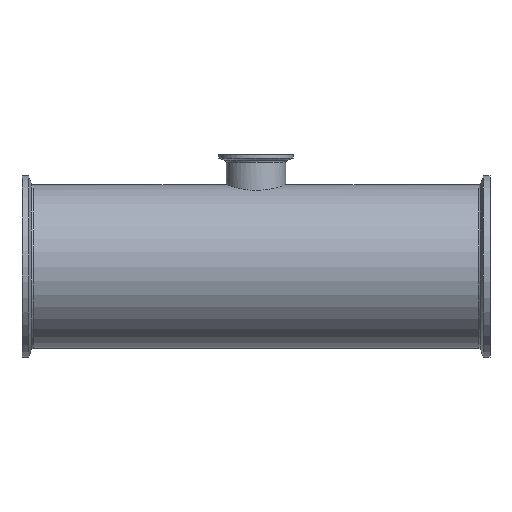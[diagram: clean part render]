
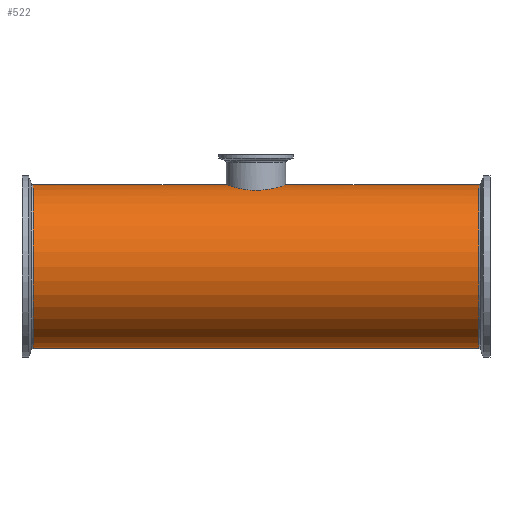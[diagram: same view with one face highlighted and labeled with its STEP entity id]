
A CAD part, front view. The second image highlights one B-rep face of the part: STEP entity #522.
In plain terms, the highlighted cylindrical face has radius 69.9 mm (diameter 139.8 mm), a full revolution.
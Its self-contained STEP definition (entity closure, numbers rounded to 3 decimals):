
#18=B_SPLINE_CURVE_WITH_KNOTS('',3,(#917,#918,#919,#920,#921,#922,#923,
#924,#925,#926,#927,#928,#929,#930,#931,#932,#933,#934),.UNSPECIFIED.,.F.,
 .F.,(4,2,2,2,2,2,2,2,4),(0.,0.483,0.967,1.45,
1.934,2.417,2.9,3.383,3.866),
 .UNSPECIFIED.);
#19=B_SPLINE_CURVE_WITH_KNOTS('',3,(#935,#936,#937,#938,#939,#940,#941,
#942,#943,#944,#945,#946,#947,#948,#949,#950,#951,#952,#953,#954,#955,#956,
#957,#958,#959,#960,#961,#962,#963,#964,#965,#966,#967,#968,#969,#970,#971,
#972,#973,#974,#975,#976,#977,#978,#979,#980,#981,#982,#983,#984),
 .UNSPECIFIED.,.F.,.F.,(4,2,2,2,2,2,2,2,2,2,2,2,2,2,2,2,2,2,2,2,2,2,2,2,
4),(3.866,4.349,4.832,5.315,5.798,
6.281,6.765,7.248,7.732,8.215,
8.698,9.182,9.665,10.148,10.631,
11.114,11.597,12.08,12.563,13.046,
13.53,14.013,14.496,14.98,15.463),
 .UNSPECIFIED.);
#22=CYLINDRICAL_SURFACE('',#595,69.9);
#31=FACE_BOUND('',#129,.T.);
#46=LINE('',#914,#62);
#62=VECTOR('',#725,69.9);
#92=FACE_OUTER_BOUND('',#128,.T.);
#128=EDGE_LOOP('',(#381,#382,#383,#384,#385,#386));
#129=EDGE_LOOP('',(#387,#388));
#176=CIRCLE('',#591,69.9);
#177=CIRCLE('',#592,69.9);
#179=CIRCLE('',#596,69.9);
#180=CIRCLE('',#597,69.9);
#231=VERTEX_POINT('',#900);
#232=VERTEX_POINT('',#902);
#234=VERTEX_POINT('',#910);
#235=VERTEX_POINT('',#911);
#236=VERTEX_POINT('',#915);
#237=VERTEX_POINT('',#916);
#286=EDGE_CURVE('',#231,#232,#176,.T.);
#287=EDGE_CURVE('',#232,#231,#177,.T.);
#290=EDGE_CURVE('',#234,#235,#179,.T.);
#291=EDGE_CURVE('',#235,#234,#180,.T.);
#292=EDGE_CURVE('',#235,#232,#46,.T.);
#293=EDGE_CURVE('',#236,#237,#18,.T.);
#294=EDGE_CURVE('',#237,#236,#19,.T.);
#381=ORIENTED_EDGE('',*,*,#290,.F.);
#382=ORIENTED_EDGE('',*,*,#291,.F.);
#383=ORIENTED_EDGE('',*,*,#292,.T.);
#384=ORIENTED_EDGE('',*,*,#286,.F.);
#385=ORIENTED_EDGE('',*,*,#287,.F.);
#386=ORIENTED_EDGE('',*,*,#292,.F.);
#387=ORIENTED_EDGE('',*,*,#293,.T.);
#388=ORIENTED_EDGE('',*,*,#294,.T.);
#522=ADVANCED_FACE('',(#92,#31),#22,.T.);
#591=AXIS2_PLACEMENT_3D('',#903,#710,#711);
#592=AXIS2_PLACEMENT_3D('',#904,#712,#713);
#595=AXIS2_PLACEMENT_3D('',#909,#719,#720);
#596=AXIS2_PLACEMENT_3D('',#912,#721,#722);
#597=AXIS2_PLACEMENT_3D('',#913,#723,#724);
#710=DIRECTION('center_axis',(-1.,0.,0.));
#711=DIRECTION('ref_axis',(0.,0.,-1.));
#712=DIRECTION('center_axis',(-1.,0.,0.));
#713=DIRECTION('ref_axis',(0.,0.,-1.));
#719=DIRECTION('center_axis',(1.,0.,0.));
#720=DIRECTION('ref_axis',(0.,1.,0.));
#721=DIRECTION('center_axis',(1.,0.,0.));
#722=DIRECTION('ref_axis',(0.,0.,-1.));
#723=DIRECTION('center_axis',(1.,0.,0.));
#724=DIRECTION('ref_axis',(0.,0.,-1.));
#725=DIRECTION('',(-1.,0.,0.));
#900=CARTESIAN_POINT('',(-190.233,0.,69.9));
#902=CARTESIAN_POINT('',(-190.233,-69.9,0.));
#903=CARTESIAN_POINT('Origin',(-190.233,0.,0.));
#904=CARTESIAN_POINT('Origin',(-190.233,0.,0.));
#909=CARTESIAN_POINT('Origin',(0.,0.,0.));
#910=CARTESIAN_POINT('',(190.233,0.,-69.9));
#911=CARTESIAN_POINT('',(190.233,-69.9,0.));
#912=CARTESIAN_POINT('Origin',(190.233,0.,0.));
#913=CARTESIAN_POINT('Origin',(190.233,0.,0.));
#914=CARTESIAN_POINT('',(0.,-69.9,0.));
#915=CARTESIAN_POINT('',(0.,-25.4,65.122));
#916=CARTESIAN_POINT('',(-25.4,0.,69.9));
#917=CARTESIAN_POINT('Ctrl Pts',(0.,-25.4,65.122));
#918=CARTESIAN_POINT('Ctrl Pts',(-1.611,-25.4,65.122));
#919=CARTESIAN_POINT('Ctrl Pts',(-3.272,-25.244,65.183));
#920=CARTESIAN_POINT('Ctrl Pts',(-6.566,-24.594,65.431));
#921=CARTESIAN_POINT('Ctrl Pts',(-8.199,-24.1,65.618));
#922=CARTESIAN_POINT('Ctrl Pts',(-11.323,-22.799,66.081));
#923=CARTESIAN_POINT('Ctrl Pts',(-12.817,-21.992,66.357));
#924=CARTESIAN_POINT('Ctrl Pts',(-15.576,-20.133,66.945));
#925=CARTESIAN_POINT('Ctrl Pts',(-16.841,-19.08,67.255));
#926=CARTESIAN_POINT('Ctrl Pts',(-19.079,-16.842,67.851));
#927=CARTESIAN_POINT('Ctrl Pts',(-20.132,-15.577,68.157));
#928=CARTESIAN_POINT('Ctrl Pts',(-21.992,-12.818,68.729));
#929=CARTESIAN_POINT('Ctrl Pts',(-22.799,-11.323,68.995));
#930=CARTESIAN_POINT('Ctrl Pts',(-24.1,-8.198,69.435));
#931=CARTESIAN_POINT('Ctrl Pts',(-24.594,-6.565,69.611));
#932=CARTESIAN_POINT('Ctrl Pts',(-25.244,-3.271,69.843));
#933=CARTESIAN_POINT('Ctrl Pts',(-25.4,-1.61,69.9));
#934=CARTESIAN_POINT('Ctrl Pts',(-25.4,0.,69.9));
#935=CARTESIAN_POINT('Ctrl Pts',(-25.4,0.,69.9));
#936=CARTESIAN_POINT('Ctrl Pts',(-25.4,1.61,69.9));
#937=CARTESIAN_POINT('Ctrl Pts',(-25.244,3.271,69.843));
#938=CARTESIAN_POINT('Ctrl Pts',(-24.594,6.565,69.611));
#939=CARTESIAN_POINT('Ctrl Pts',(-24.1,8.198,69.435));
#940=CARTESIAN_POINT('Ctrl Pts',(-22.799,11.323,68.995));
#941=CARTESIAN_POINT('Ctrl Pts',(-21.992,12.818,68.729));
#942=CARTESIAN_POINT('Ctrl Pts',(-20.132,15.577,68.157));
#943=CARTESIAN_POINT('Ctrl Pts',(-19.079,16.842,67.851));
#944=CARTESIAN_POINT('Ctrl Pts',(-16.841,19.08,67.255));
#945=CARTESIAN_POINT('Ctrl Pts',(-15.576,20.133,66.945));
#946=CARTESIAN_POINT('Ctrl Pts',(-12.817,21.992,66.357));
#947=CARTESIAN_POINT('Ctrl Pts',(-11.323,22.799,66.081));
#948=CARTESIAN_POINT('Ctrl Pts',(-8.199,24.1,65.618));
#949=CARTESIAN_POINT('Ctrl Pts',(-6.566,24.594,65.431));
#950=CARTESIAN_POINT('Ctrl Pts',(-3.272,25.244,65.183));
#951=CARTESIAN_POINT('Ctrl Pts',(-1.611,25.4,65.122));
#952=CARTESIAN_POINT('Ctrl Pts',(1.611,25.4,65.122));
#953=CARTESIAN_POINT('Ctrl Pts',(3.272,25.244,65.183));
#954=CARTESIAN_POINT('Ctrl Pts',(6.566,24.594,65.431));
#955=CARTESIAN_POINT('Ctrl Pts',(8.199,24.1,65.618));
#956=CARTESIAN_POINT('Ctrl Pts',(11.323,22.799,66.081));
#957=CARTESIAN_POINT('Ctrl Pts',(12.817,21.992,66.357));
#958=CARTESIAN_POINT('Ctrl Pts',(15.576,20.133,66.945));
#959=CARTESIAN_POINT('Ctrl Pts',(16.841,19.08,67.255));
#960=CARTESIAN_POINT('Ctrl Pts',(19.079,16.842,67.851));
#961=CARTESIAN_POINT('Ctrl Pts',(20.132,15.577,68.157));
#962=CARTESIAN_POINT('Ctrl Pts',(21.992,12.818,68.729));
#963=CARTESIAN_POINT('Ctrl Pts',(22.799,11.323,68.995));
#964=CARTESIAN_POINT('Ctrl Pts',(24.1,8.198,69.435));
#965=CARTESIAN_POINT('Ctrl Pts',(24.594,6.565,69.611));
#966=CARTESIAN_POINT('Ctrl Pts',(25.244,3.271,69.843));
#967=CARTESIAN_POINT('Ctrl Pts',(25.4,1.61,69.9));
#968=CARTESIAN_POINT('Ctrl Pts',(25.4,-1.61,69.9));
#969=CARTESIAN_POINT('Ctrl Pts',(25.244,-3.271,69.843));
#970=CARTESIAN_POINT('Ctrl Pts',(24.594,-6.565,69.611));
#971=CARTESIAN_POINT('Ctrl Pts',(24.1,-8.198,69.435));
#972=CARTESIAN_POINT('Ctrl Pts',(22.799,-11.323,68.995));
#973=CARTESIAN_POINT('Ctrl Pts',(21.992,-12.818,68.729));
#974=CARTESIAN_POINT('Ctrl Pts',(20.132,-15.577,68.157));
#975=CARTESIAN_POINT('Ctrl Pts',(19.079,-16.842,67.851));
#976=CARTESIAN_POINT('Ctrl Pts',(16.841,-19.08,67.255));
#977=CARTESIAN_POINT('Ctrl Pts',(15.576,-20.133,66.945));
#978=CARTESIAN_POINT('Ctrl Pts',(12.817,-21.992,66.357));
#979=CARTESIAN_POINT('Ctrl Pts',(11.323,-22.799,66.081));
#980=CARTESIAN_POINT('Ctrl Pts',(8.199,-24.1,65.618));
#981=CARTESIAN_POINT('Ctrl Pts',(6.566,-24.594,65.431));
#982=CARTESIAN_POINT('Ctrl Pts',(3.272,-25.244,65.183));
#983=CARTESIAN_POINT('Ctrl Pts',(1.611,-25.4,65.122));
#984=CARTESIAN_POINT('Ctrl Pts',(0.,-25.4,65.122));
